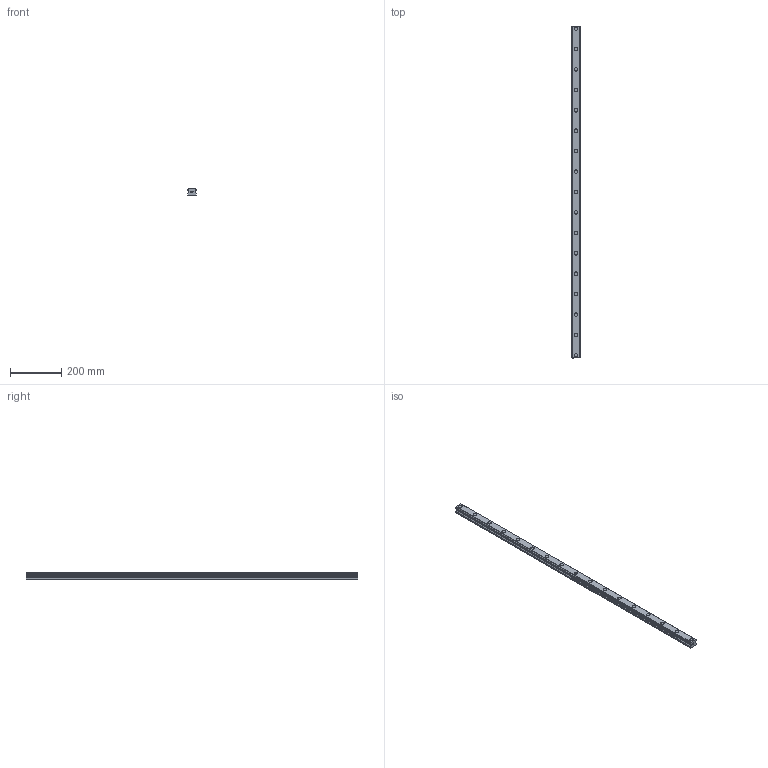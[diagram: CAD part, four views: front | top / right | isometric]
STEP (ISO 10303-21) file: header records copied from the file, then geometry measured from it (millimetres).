
FILE_DESCRIPTION(('STEP AP214'),'1');
FILE_NAME('cctmp_D4F21C0D-8F51-4CCE-9122-6C72252FFFF4_2021_02_12_13_23_01_0355..stp','2021-02-12T12:23:01',('HIWIN GmbH'),('CADClick - www.CADClick.com'),'Spatial InterOp 3D',' ','unknown authorization');
FILE_SCHEMA(('AUTOMOTIVE_DESIGN'));
Length unit declared in the file: millimetre
Products named in the file (1): EGR35R1300C_FILE
Bounding box: 34 x 1300 x 27.5 mm (x, y, z)
Volume: 1021657.9 mm3; surface area: 183929.2 mm2
Topology: 1 solids, 1 shells, 260 faces, 609 edges, 406 vertices
Faces by surface type: plane 140, cylinder 120
Entity records: 9617 total; most frequent: DIRECTION 1371, CARTESIAN_POINT 1276, ORIENTED_EDGE 1218, EDGE_CURVE 609, AXIS2_PLACEMENT_3D 501, VERTEX_POINT 406, LINE 369, VECTOR 369
